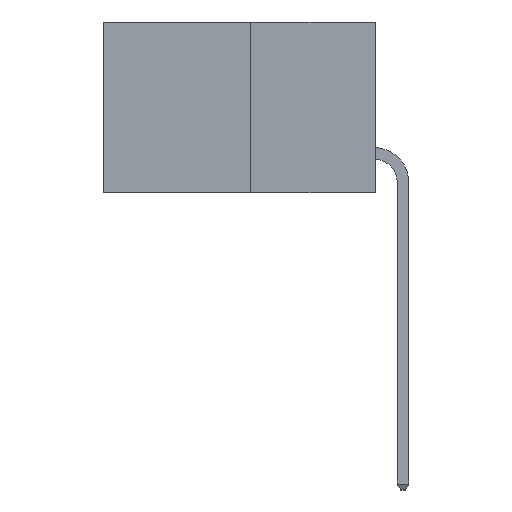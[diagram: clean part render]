
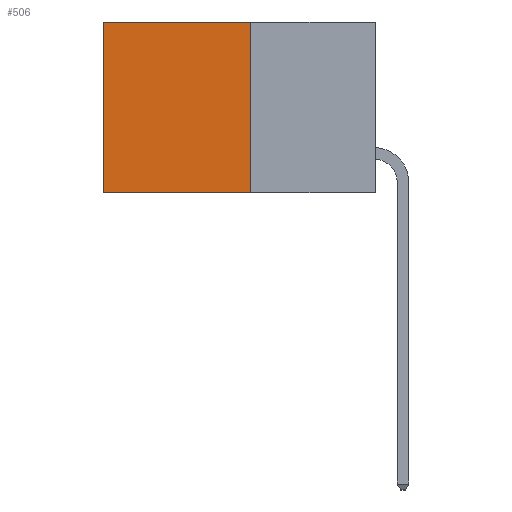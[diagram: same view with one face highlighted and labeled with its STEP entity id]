
A CAD part, left-side view. The second image highlights one B-rep face of the part: STEP entity #506.
In plain terms, the highlighted planar face has unit normal (-1, 0, 0).
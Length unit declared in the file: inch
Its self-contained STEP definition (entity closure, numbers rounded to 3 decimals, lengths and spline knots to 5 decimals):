
#302 = VERTEX_POINT ( 'NONE', #4262 ) ;
#506 = ADVANCED_FACE ( 'NONE', ( #793 ), #1443, .F. ) ;
#740 = ORIENTED_EDGE ( 'NONE', *, *, #4863, .T. ) ;
#793 = FACE_OUTER_BOUND ( 'NONE', #4259, .T. ) ;
#1040 = CARTESIAN_POINT ( 'NONE',  ( 0.277, 0.27, 0. ) ) ;
#1326 = VERTEX_POINT ( 'NONE', #9197 ) ;
#1443 = PLANE ( 'NONE',  #2693 ) ;
#1613 = VECTOR ( 'NONE', #5453, 39.37008 ) ;
#2222 = VERTEX_POINT ( 'NONE', #1040 ) ;
#2381 = LINE ( 'NONE', #3860, #6426 ) ;
#2405 = ORIENTED_EDGE ( 'NONE', *, *, #10587, .F. ) ;
#2693 = AXIS2_PLACEMENT_3D ( 'NONE', #7434, #9827, #5382 ) ;
#3490 = LINE ( 'NONE', #10554, #7729 ) ;
#3576 = ORIENTED_EDGE ( 'NONE', *, *, #5409, .F. ) ;
#3734 = DIRECTION ( 'NONE',  ( 0., 1., 0. ) ) ;
#3860 = CARTESIAN_POINT ( 'NONE',  ( 0.277, 0.27, 0. ) ) ;
#4259 = EDGE_LOOP ( 'NONE', ( #9531, #2405, #3576, #740 ) ) ;
#4262 = CARTESIAN_POINT ( 'NONE',  ( 0.277, 0.59, 0. ) ) ;
#4389 = CARTESIAN_POINT ( 'NONE',  ( 0.277, 0.59, -0.37 ) ) ;
#4863 = EDGE_CURVE ( 'NONE', #2222, #302, #2381, .T. ) ;
#5382 = DIRECTION ( 'NONE',  ( 0., 0., -1. ) ) ;
#5409 = EDGE_CURVE ( 'NONE', #2222, #1326, #5954, .T. ) ;
#5453 = DIRECTION ( 'NONE',  ( 0., 0., -1. ) ) ;
#5718 = VERTEX_POINT ( 'NONE', #4389 ) ;
#5889 = DIRECTION ( 'NONE',  ( 0., 1., 0. ) ) ;
#5954 = LINE ( 'NONE', #7545, #9865 ) ;
#6426 = VECTOR ( 'NONE', #3734, 39.37008 ) ;
#6493 = LINE ( 'NONE', #7609, #1613 ) ;
#7434 = CARTESIAN_POINT ( 'NONE',  ( 0.277, 0.27, -0.37 ) ) ;
#7458 = DIRECTION ( 'NONE',  ( 0., 0., -1. ) ) ;
#7545 = CARTESIAN_POINT ( 'NONE',  ( 0.277, 0.27, -0.37 ) ) ;
#7609 = CARTESIAN_POINT ( 'NONE',  ( 0.277, 0.59, -0.37 ) ) ;
#7662 = EDGE_CURVE ( 'NONE', #302, #5718, #6493, .T. ) ;
#7729 = VECTOR ( 'NONE', #5889, 39.37008 ) ;
#9197 = CARTESIAN_POINT ( 'NONE',  ( 0.277, 0.27, -0.37 ) ) ;
#9531 = ORIENTED_EDGE ( 'NONE', *, *, #7662, .T. ) ;
#9827 = DIRECTION ( 'NONE',  ( 1., 0., 0. ) ) ;
#9865 = VECTOR ( 'NONE', #7458, 39.37008 ) ;
#10554 = CARTESIAN_POINT ( 'NONE',  ( 0.277, 0.27, -0.37 ) ) ;
#10587 = EDGE_CURVE ( 'NONE', #1326, #5718, #3490, .T. ) ;
